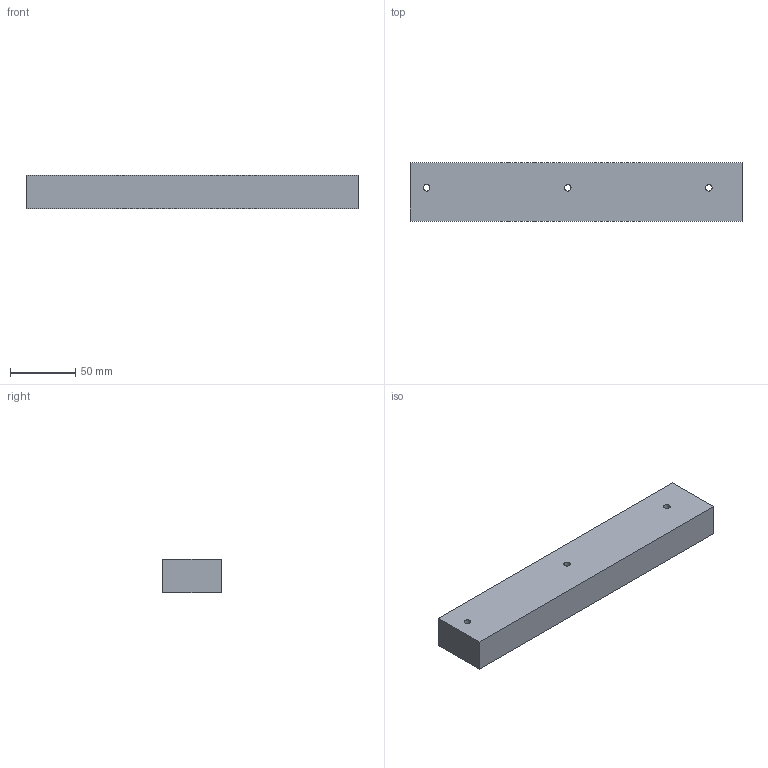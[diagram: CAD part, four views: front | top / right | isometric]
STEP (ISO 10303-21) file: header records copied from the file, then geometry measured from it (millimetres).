
FILE_DESCRIPTION(/* description */ (''),/* implementation_level */ '2;1');
FILE_NAME(/* name */ 'spout_guide_left.stp',/* time_stamp */ '2024-05-04T07:51:32-04:00',/* author */ (''),/* organization */ (''),/* preprocessor_version */ 'ST-DEVELOPER v18.1',/* originating_system */ 'SIEMENS PLM Software NX 1980',/* authorisation */ '');
FILE_SCHEMA (('AP203_CONFIGURATION_CONTROLLED_3D_DESIGN_OF_MECHANICAL_PARTS_AND_ASSEMBLIES_MIM_LF { 1 0 10303 403 2 1 2}'));
Length unit declared in the file: inch
Products named in the file (1): spout_guide_left
Bounding box: 254 x 44.45 x 25.4 mm (x, y, z)
Volume: 285184.1 mm3; surface area: 38807 mm2
Topology: 1 solids, 1 shells, 12 faces, 27 edges, 17 vertices
Faces by surface type: plane 6, cylinder 3, cone 3
Full cylindrical faces by diameter (mm): 5.08 x3
Entity records: 398 total; most frequent: DIRECTION 56, CARTESIAN_POINT 51, ORIENTED_EDGE 42, EDGE_LOOP 24, AXIS2_PLACEMENT_3D 22, EDGE_CURVE 21, FACE_BOUND 20, VERTEX_POINT 17
